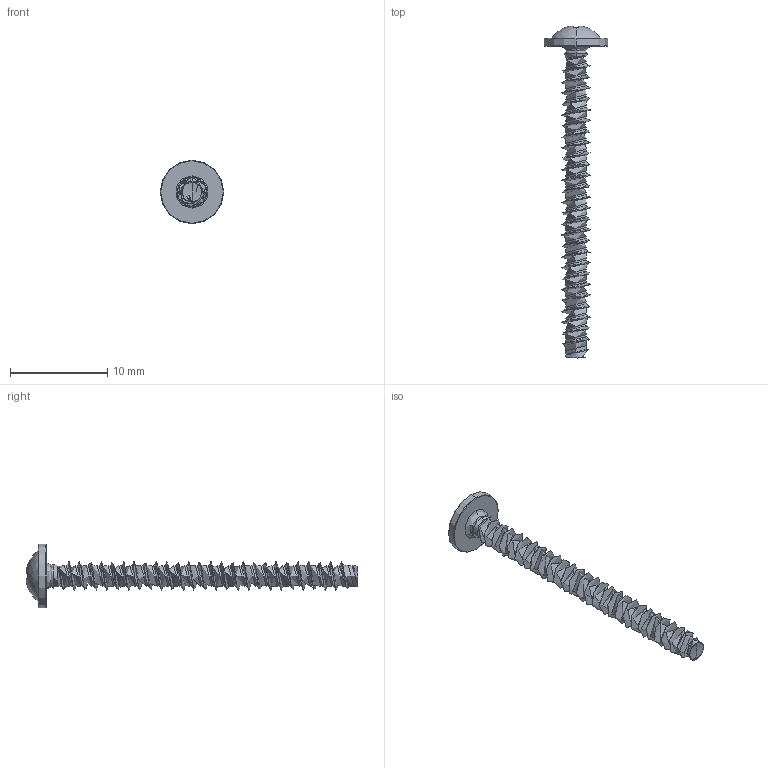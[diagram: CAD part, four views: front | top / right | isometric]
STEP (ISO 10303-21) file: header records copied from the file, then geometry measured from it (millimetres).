
FILE_DESCRIPTION (( 'STEP AP203' ), '1' );
FILE_NAME ('STP210300320.STEP', '2020-09-03T12:26:22', ( '' ), ( '' ), 'SwSTEP 2.0', 'SolidWorks 2015', '' );
FILE_SCHEMA (( 'CONFIG_CONTROL_DESIGN' ));
Length unit declared in the file: millimetre
Products named in the file (2): STP210300320
Bounding box: 6.5 x 34.06 x 6.5 mm (x, y, z)
Volume: 170.4 mm3; surface area: 446.5 mm2
Topology: 1 solids, 1 shells, 225 faces, 563 edges, 345 vertices
Faces by surface type: cylinder 81, bspline 55, plane 31, torus 30, sphere 20, cone 8
Entity records: 39915 total; most frequent: CARTESIAN_POINT 35085, ORIENTED_EDGE 1114, DIRECTION 839, EDGE_CURVE 557, AXIS2_PLACEMENT_3D 357, VERTEX_POINT 337, EDGE_LOOP 228, ADVANCED_FACE 225
